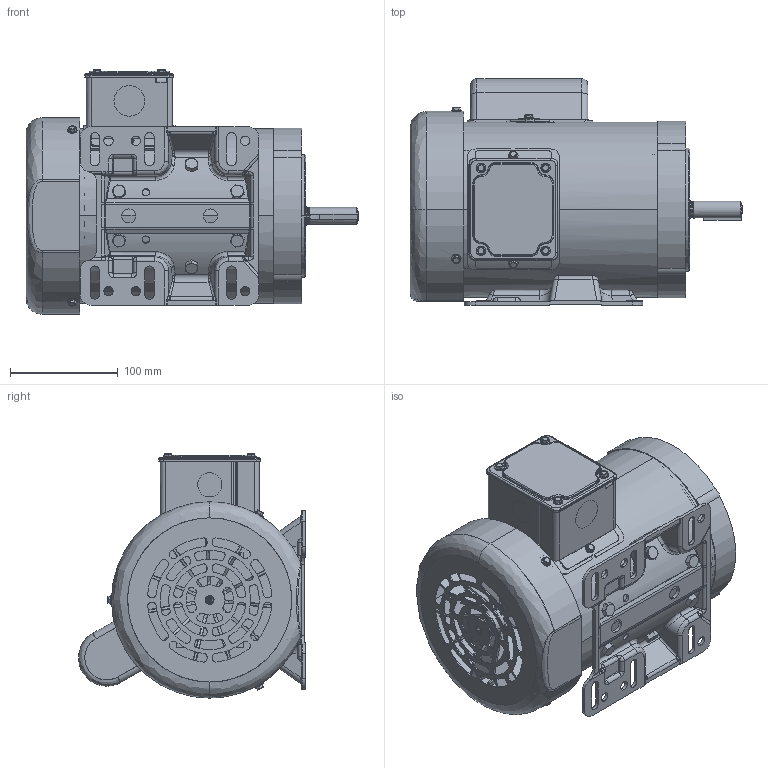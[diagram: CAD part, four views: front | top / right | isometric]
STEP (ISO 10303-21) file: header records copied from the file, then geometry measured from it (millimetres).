
FILE_DESCRIPTION (( 'STEP AP214' ), '1' );
FILE_NAME ('MTR2-P75-1AB18.STEP', '2017-08-16T17:47:43', ( '' ), ( '' ), 'SwSTEP 2.0', 'SolidWorks 2016', '' );
FILE_SCHEMA (( 'AUTOMOTIVE_DESIGN' ));
Length unit declared in the file: inch
Products named in the file (1): MTR2-P75-1AB18
Bounding box: 308.5 x 210.74 x 227.03 mm (x, y, z)
Volume: 781124.6 mm3; surface area: 701469.4 mm2
Topology: 53 solids, 53 shells, 3179 faces, 8256 edges, 5109 vertices
Faces by surface type: cylinder 1052, plane 951, bspline 921, cone 255
Entity records: 137815 total; most frequent: CARTESIAN_POINT 65979, ORIENTED_EDGE 16230, DIRECTION 12981, EDGE_CURVE 8115, VERTEX_POINT 5109, AXIS2_PLACEMENT_3D 4947, EDGE_LOOP 3536, FACE_OUTER_BOUND 3179
